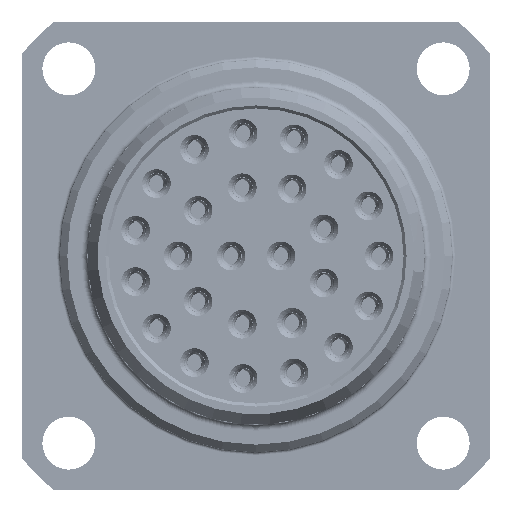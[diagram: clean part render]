
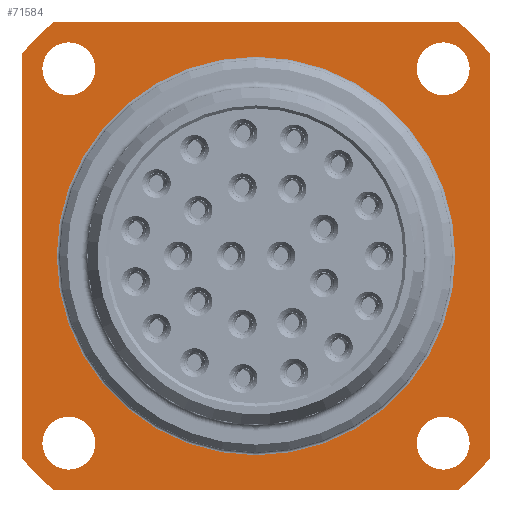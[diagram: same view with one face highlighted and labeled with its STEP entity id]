
A CAD part, left-side view. The second image highlights one B-rep face of the part: STEP entity #71584.
In plain terms, the highlighted planar face has unit normal (-1, 0, 0).
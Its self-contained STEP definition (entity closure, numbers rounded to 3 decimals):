
#179=CARTESIAN_POINT('',(-1.5,0.,0.));
#180=DIRECTION('',(1.,0.,0.));
#181=DIRECTION('',(0.,0.654,-0.756));
#182=AXIS2_PLACEMENT_3D('',#179,#180,#181);
#184=DIRECTION('',(0.,0.,1.));
#185=VECTOR('',#184,26.833);
#186=CARTESIAN_POINT('',(-1.5,15.5,-13.416));
#187=LINE('4950',#186,#185);
#188=CARTESIAN_POINT('',(-1.5,0.,0.));
#189=DIRECTION('',(1.,0.,0.));
#190=DIRECTION('',(0.,0.756,0.654));
#191=AXIS2_PLACEMENT_3D('',#188,#189,#190);
#193=DIRECTION('',(0.,-1.,0.));
#194=VECTOR('',#193,26.833);
#195=CARTESIAN_POINT('',(-1.5,13.416,15.5));
#196=LINE('4951',#195,#194);
#197=CARTESIAN_POINT('',(-1.5,0.,0.));
#198=DIRECTION('',(1.,0.,0.));
#199=DIRECTION('',(0.,-0.654,0.756));
#200=AXIS2_PLACEMENT_3D('',#197,#198,#199);
#202=DIRECTION('',(0.,0.,-1.));
#203=VECTOR('',#202,26.833);
#204=CARTESIAN_POINT('',(-1.5,-15.5,13.416));
#205=LINE('4952',#204,#203);
#206=CARTESIAN_POINT('',(-1.5,0.,0.));
#207=DIRECTION('',(1.,0.,0.));
#208=DIRECTION('',(0.,-0.756,-0.654));
#209=AXIS2_PLACEMENT_3D('',#206,#207,#208);
#211=DIRECTION('',(0.,1.,0.));
#212=VECTOR('',#211,26.833);
#213=CARTESIAN_POINT('',(-1.5,-13.416,-15.5));
#214=LINE('4953',#213,#212);
#215=CARTESIAN_POINT('',(-1.5,-12.4,-12.4));
#216=DIRECTION('',(-1.,0.,0.));
#217=DIRECTION('',(0.,0.,-1.));
#218=AXIS2_PLACEMENT_3D('',#215,#216,#217);
#220=CARTESIAN_POINT('',(-1.5,-12.4,-12.4));
#221=DIRECTION('',(-1.,0.,0.));
#222=DIRECTION('',(0.,0.,1.));
#223=AXIS2_PLACEMENT_3D('',#220,#221,#222);
#225=CARTESIAN_POINT('',(-1.5,-12.4,12.4));
#226=DIRECTION('',(-1.,0.,0.));
#227=DIRECTION('',(0.,0.,-1.));
#228=AXIS2_PLACEMENT_3D('',#225,#226,#227);
#230=CARTESIAN_POINT('',(-1.5,-12.4,12.4));
#231=DIRECTION('',(-1.,0.,0.));
#232=DIRECTION('',(0.,0.,1.));
#233=AXIS2_PLACEMENT_3D('',#230,#231,#232);
#235=CARTESIAN_POINT('',(-1.5,12.4,12.4));
#236=DIRECTION('',(-1.,0.,0.));
#237=DIRECTION('',(0.,0.,-1.));
#238=AXIS2_PLACEMENT_3D('',#235,#236,#237);
#240=CARTESIAN_POINT('',(-1.5,12.4,12.4));
#241=DIRECTION('',(-1.,0.,0.));
#242=DIRECTION('',(0.,0.,1.));
#243=AXIS2_PLACEMENT_3D('',#240,#241,#242);
#245=CARTESIAN_POINT('',(-1.5,12.4,-12.4));
#246=DIRECTION('',(-1.,0.,0.));
#247=DIRECTION('',(0.,0.,-1.));
#248=AXIS2_PLACEMENT_3D('',#245,#246,#247);
#250=CARTESIAN_POINT('',(-1.5,12.4,-12.4));
#251=DIRECTION('',(-1.,0.,0.));
#252=DIRECTION('',(0.,0.,1.));
#253=AXIS2_PLACEMENT_3D('',#250,#251,#252);
#325=CARTESIAN_POINT('',(-1.5,0.,0.));
#326=DIRECTION('',(1.,0.,0.));
#327=DIRECTION('',(0.,0.,-1.));
#328=AXIS2_PLACEMENT_3D('',#325,#326,#327);
#358=CARTESIAN_POINT('',(-1.5,0.,0.));
#359=DIRECTION('',(1.,0.,0.));
#360=DIRECTION('',(0.,0.,1.));
#361=AXIS2_PLACEMENT_3D('',#358,#359,#360);
#58676=CARTESIAN_POINT('',(-1.5,15.5,-13.416));
#58677=CARTESIAN_POINT('',(-1.5,15.5,13.416));
#58678=VERTEX_POINT('',#58676);
#58679=VERTEX_POINT('',#58677);
#58680=CARTESIAN_POINT('',(-1.5,13.416,15.5));
#58681=CARTESIAN_POINT('',(-1.5,-13.416,15.5));
#58682=VERTEX_POINT('',#58680);
#58683=VERTEX_POINT('',#58681);
#58684=CARTESIAN_POINT('',(-1.5,-15.5,13.416));
#58685=CARTESIAN_POINT('',(-1.5,-15.5,-13.416));
#58686=VERTEX_POINT('',#58684);
#58687=VERTEX_POINT('',#58685);
#58688=CARTESIAN_POINT('',(-1.5,-13.416,-15.5));
#58689=CARTESIAN_POINT('',(-1.5,13.416,-15.5));
#58690=VERTEX_POINT('',#58688);
#58691=VERTEX_POINT('',#58689);
#58708=CARTESIAN_POINT('',(-1.5,-12.4,-14.15));
#58709=CARTESIAN_POINT('',(-1.5,-12.4,-10.65));
#58710=VERTEX_POINT('',#58708);
#58711=VERTEX_POINT('',#58709);
#58712=CARTESIAN_POINT('',(-1.5,-12.4,10.65));
#58713=CARTESIAN_POINT('',(-1.5,-12.4,14.15));
#58714=VERTEX_POINT('',#58712);
#58715=VERTEX_POINT('',#58713);
#58716=CARTESIAN_POINT('',(-1.5,12.4,10.65));
#58717=CARTESIAN_POINT('',(-1.5,12.4,14.15));
#58718=VERTEX_POINT('',#58716);
#58719=VERTEX_POINT('',#58717);
#58720=CARTESIAN_POINT('',(-1.5,12.4,-14.15));
#58721=CARTESIAN_POINT('',(-1.5,12.4,-10.65));
#58722=VERTEX_POINT('',#58720);
#58723=VERTEX_POINT('',#58721);
#58784=CARTESIAN_POINT('',(-1.5,0.,-13.2));
#58785=CARTESIAN_POINT('',(-1.5,0.,13.2));
#58786=VERTEX_POINT('',#58784);
#58787=VERTEX_POINT('',#58785);
#71532=CARTESIAN_POINT('',(-1.5,0.,0.));
#71533=DIRECTION('',(1.,0.,0.));
#71534=DIRECTION('',(0.,-1.,0.));
#71535=AXIS2_PLACEMENT_3D('',#71532,#71533,#71534);
#71536=PLANE('279',#71535);
#71537=ORIENTED_EDGE('5086',*,*,#71515,.T.);
#71539=ORIENTED_EDGE('4950',*,*,#71538,.T.);
#71541=ORIENTED_EDGE('5087',*,*,#71540,.T.);
#71543=ORIENTED_EDGE('4951',*,*,#71542,.T.);
#71545=ORIENTED_EDGE('5088',*,*,#71544,.T.);
#71547=ORIENTED_EDGE('4952',*,*,#71546,.T.);
#71549=ORIENTED_EDGE('5089',*,*,#71548,.T.);
#71551=ORIENTED_EDGE('4953',*,*,#71550,.T.);
#71552=EDGE_LOOP('279',(#71537,#71539,#71541,#71543,#71545,#71547,#71549,
#71551));
#71553=FACE_OUTER_BOUND('279',#71552,.F.);
#71555=ORIENTED_EDGE('4958',*,*,#71554,.T.);
#71557=ORIENTED_EDGE('4959',*,*,#71556,.T.);
#71558=EDGE_LOOP('279',(#71555,#71557));
#71559=FACE_BOUND('279',#71558,.F.);
#71561=ORIENTED_EDGE('4960',*,*,#71560,.T.);
#71563=ORIENTED_EDGE('4961',*,*,#71562,.T.);
#71564=EDGE_LOOP('279',(#71561,#71563));
#71565=FACE_BOUND('279',#71564,.F.);
#71567=ORIENTED_EDGE('4962',*,*,#71566,.T.);
#71569=ORIENTED_EDGE('4963',*,*,#71568,.T.);
#71570=EDGE_LOOP('279',(#71567,#71569));
#71571=FACE_BOUND('279',#71570,.F.);
#71573=ORIENTED_EDGE('4964',*,*,#71572,.T.);
#71575=ORIENTED_EDGE('4965',*,*,#71574,.T.);
#71576=EDGE_LOOP('279',(#71573,#71575));
#71577=FACE_BOUND('279',#71576,.F.);
#71579=ORIENTED_EDGE('5013',*,*,#71578,.F.);
#71581=ORIENTED_EDGE('5015',*,*,#71580,.F.);
#71582=EDGE_LOOP('279',(#71579,#71581));
#71583=FACE_BOUND('279',#71582,.F.);
#183=CIRCLE('5086',#182,20.5);
#192=CIRCLE('5087',#191,20.5);
#201=CIRCLE('5088',#200,20.5);
#210=CIRCLE('5089',#209,20.5);
#219=CIRCLE('4958',#218,1.75);
#224=CIRCLE('4959',#223,1.75);
#229=CIRCLE('4960',#228,1.75);
#234=CIRCLE('4961',#233,1.75);
#239=CIRCLE('4962',#238,1.75);
#244=CIRCLE('4963',#243,1.75);
#249=CIRCLE('4964',#248,1.75);
#254=CIRCLE('4965',#253,1.75);
#329=CIRCLE('5013',#328,13.2);
#362=CIRCLE('5015',#361,13.2);
#71515=EDGE_CURVE('5086',#58691,#58678,#183,.T.);
#71538=EDGE_CURVE('4950',#58678,#58679,#187,.T.);
#71540=EDGE_CURVE('5087',#58679,#58682,#192,.T.);
#71542=EDGE_CURVE('4951',#58682,#58683,#196,.T.);
#71544=EDGE_CURVE('5088',#58683,#58686,#201,.T.);
#71546=EDGE_CURVE('4952',#58686,#58687,#205,.T.);
#71548=EDGE_CURVE('5089',#58687,#58690,#210,.T.);
#71550=EDGE_CURVE('4953',#58690,#58691,#214,.T.);
#71554=EDGE_CURVE('4958',#58710,#58711,#219,.T.);
#71556=EDGE_CURVE('4959',#58711,#58710,#224,.T.);
#71560=EDGE_CURVE('4960',#58714,#58715,#229,.T.);
#71562=EDGE_CURVE('4961',#58715,#58714,#234,.T.);
#71566=EDGE_CURVE('4962',#58718,#58719,#239,.T.);
#71568=EDGE_CURVE('4963',#58719,#58718,#244,.T.);
#71572=EDGE_CURVE('4964',#58722,#58723,#249,.T.);
#71574=EDGE_CURVE('4965',#58723,#58722,#254,.T.);
#71578=EDGE_CURVE('5013',#58786,#58787,#329,.T.);
#71580=EDGE_CURVE('5015',#58787,#58786,#362,.T.);
#71584=ADVANCED_FACE('279',(#71553,#71559,#71565,#71571,#71577,#71583),#71536,
.F.);
